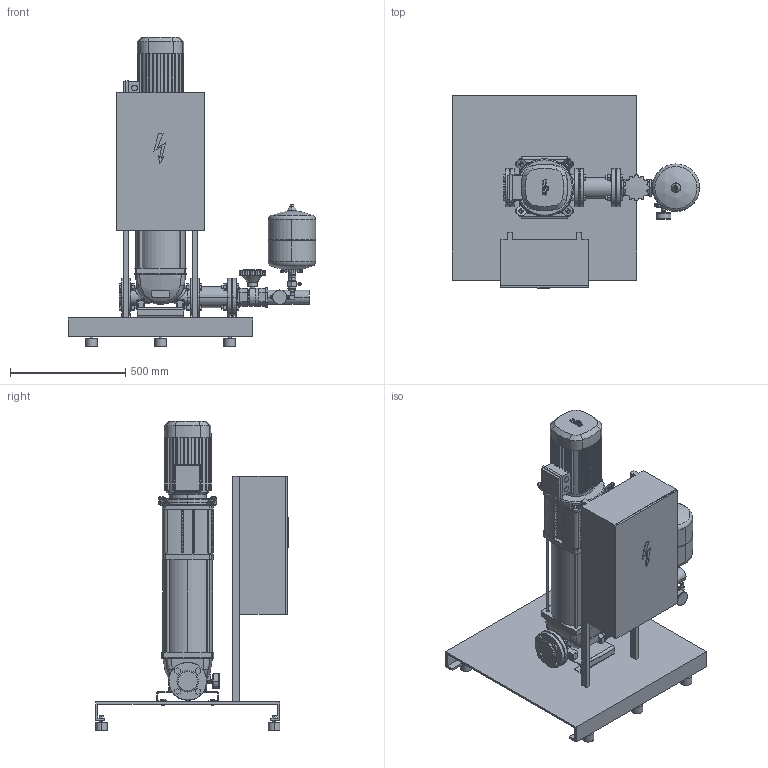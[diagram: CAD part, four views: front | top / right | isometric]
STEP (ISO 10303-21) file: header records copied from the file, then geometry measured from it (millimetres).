
FILE_DESCRIPTION((''),'2;1');
FILE_NAME('3d_CO-1HelixV2206_K_CE+-2530177.stp','2016-01-25T11:56:30',(''),(''),'Mechanical Desktop 2009','Mechanical Desktop 2009',', , ');
FILE_SCHEMA(('CONFIG_CONTROL_DESIGN'));
Length unit declared in the file: millimetre
Products named in the file (1): Product
Bounding box: 1073 x 837 x 1343.2 mm (x, y, z)
Volume: 108629166.7 mm3; surface area: 5750179.9 mm2
Topology: 58 solids, 58 shells, 2072 faces, 5209 edges, 3384 vertices
Faces by surface type: plane 778, bspline 592, cylinder 491, cone 110, torus 98, sphere 3
Entity records: 71550 total; most frequent: CARTESIAN_POINT 22092, ORIENTED_EDGE 10418, DIRECTION 9747, EDGE_CURVE 5209, VERTEX_POINT 3384, AXIS2_PLACEMENT_3D 3317, VECTOR 3113, LINE 3113
